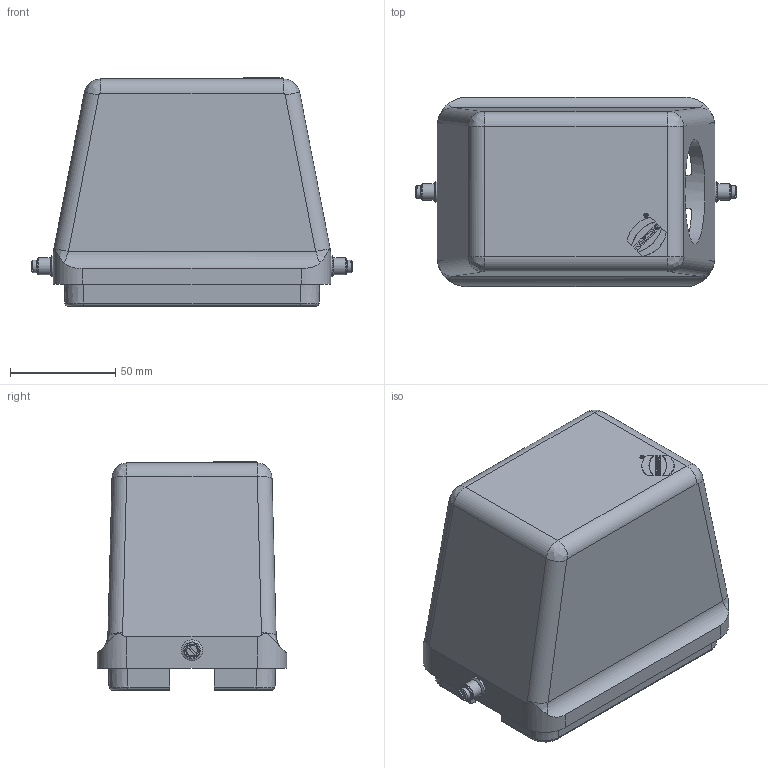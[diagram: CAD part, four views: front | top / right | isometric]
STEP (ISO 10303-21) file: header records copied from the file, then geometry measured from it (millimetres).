
FILE_DESCRIPTION(/* description */ (''),/* implementation_level */ '2;1');
FILE_NAME(/* name */ '100095173ugm000_d.stp',/* time_stamp */ '2017-10-27T14:25:33+02:00',/* author */ (''),/* organization */ (''),/* preprocessor_version */ 'ST-DEVELOPER v16',/* originating_system */ 'SIEMENS PLM Software NX 10.0',/* authorisation */ '');
FILE_SCHEMA (('AUTOMOTIVE_DESIGN { 1 0 10303 214 3 1 1 1 }'));
Length unit declared in the file: millimetre
Products named in the file (1): 100095173ugm000_d
Bounding box: 153 x 90 x 108.5 mm (x, y, z)
Volume: 259254.6 mm3; surface area: 93576 mm2
Topology: 7 solids, 7 shells, 402 faces, 1578 edges, 1772 vertices
Faces by surface type: plane 207, cylinder 115, cone 40, bspline 24, torus 16
Full cylindrical faces by diameter (mm): 3 x8, 3.2 x4, 4.4 x2, 4.91 x2, 6 x6, 6.05 x2, 7.3 x2, 8 x2, 10 x2, 50 x1
Entity records: 18275 total; most frequent: CARTESIAN_POINT 4481, DIRECTION 2114, ORIENTED_EDGE 1858, EDGE_CURVE 929, LINE 724, VECTOR 724, PRESENTATION_STYLE_ASSIGNMENT 716, AXIS2_PLACEMENT_3D 695
